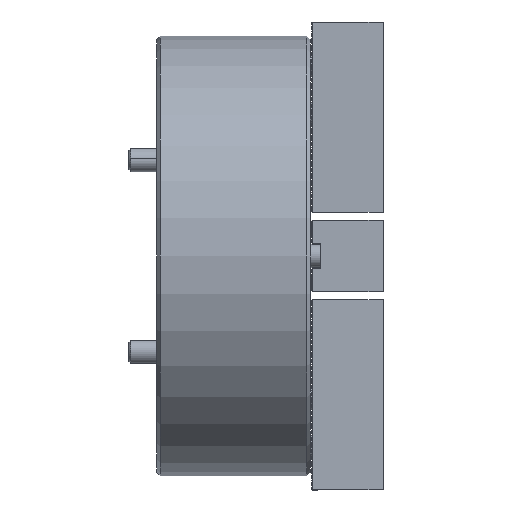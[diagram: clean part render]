
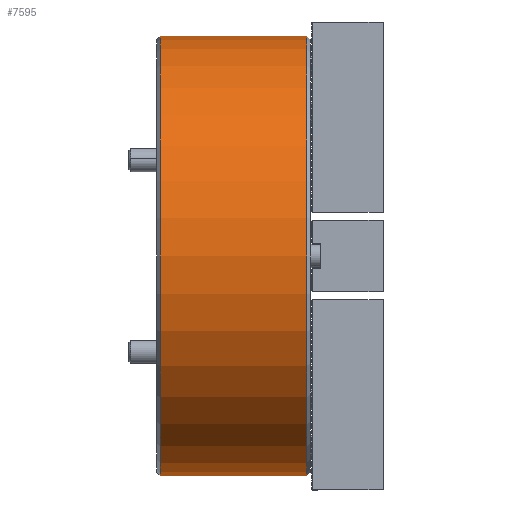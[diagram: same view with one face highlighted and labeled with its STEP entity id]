
A CAD part, front view. The second image highlights one B-rep face of the part: STEP entity #7595.
In plain terms, the highlighted cylindrical face has radius 190.5 mm (diameter 381 mm), a partial arc.
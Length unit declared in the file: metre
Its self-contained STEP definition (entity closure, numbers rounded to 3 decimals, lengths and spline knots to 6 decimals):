
#97 = LINE ( 'NONE', #1350, #23633 ) ;
#1090 = DIRECTION ( 'NONE',  ( 1., 0., 0. ) ) ;
#1350 = CARTESIAN_POINT ( 'NONE',  ( 0., 0., -0.1905 ) ) ;
#2365 = CARTESIAN_POINT ( 'NONE',  ( -0.13, 0., -0.1905 ) ) ;
#2756 = CARTESIAN_POINT ( 'NONE',  ( 0., 0., 0.1905 ) ) ;
#3769 = LINE ( 'NONE', #2756, #10968 ) ;
#4836 = VERTEX_POINT ( 'NONE', #2365 ) ;
#4996 = AXIS2_PLACEMENT_3D ( 'NONE', #12283, #33775, #15398 ) ;
#5300 = ORIENTED_EDGE ( 'NONE', *, *, #14725, .T. ) ;
#5396 = VERTEX_POINT ( 'NONE', #39477 ) ;
#5619 = EDGE_LOOP ( 'NONE', ( #26705, #36117, #35472, #5300 ) ) ;
#5691 = CARTESIAN_POINT ( 'NONE',  ( -0.13, 0., 0. ) ) ;
#5974 = DIRECTION ( 'NONE',  ( 1., 0., 0. ) ) ;
#7595 = ADVANCED_FACE ( 'NONE', ( #20598 ), #10536, .T. ) ;
#8802 = DIRECTION ( 'NONE',  ( 0., 0., 1. ) ) ;
#9764 = CARTESIAN_POINT ( 'NONE',  ( -0.003, 0., -0.1905 ) ) ;
#10536 = CYLINDRICAL_SURFACE ( 'NONE', #34183, 0.1905 ) ;
#10933 = VERTEX_POINT ( 'NONE', #15029 ) ;
#10968 = VECTOR ( 'NONE', #5974, 1. ) ;
#12283 = CARTESIAN_POINT ( 'NONE',  ( -0.003, 0., 0. ) ) ;
#13294 = EDGE_CURVE ( 'NONE', #4836, #26440, #97, .T. ) ;
#14725 = EDGE_CURVE ( 'NONE', #26440, #10933, #16359, .T. ) ;
#15029 = CARTESIAN_POINT ( 'NONE',  ( -0.003, 0., 0.1905 ) ) ;
#15398 = DIRECTION ( 'NONE',  ( 0., 0., -1. ) ) ;
#16359 = CIRCLE ( 'NONE', #4996, 0.1905 ) ;
#16396 = DIRECTION ( 'NONE',  ( 0., 0., -1. ) ) ;
#20570 = AXIS2_PLACEMENT_3D ( 'NONE', #5691, #27173, #8802 ) ;
#20598 = FACE_OUTER_BOUND ( 'NONE', #5619, .T. ) ;
#22817 = DIRECTION ( 'NONE',  ( 1., 0., 0. ) ) ;
#23633 = VECTOR ( 'NONE', #22817, 1. ) ;
#23676 = EDGE_CURVE ( 'NONE', #5396, #4836, #29766, .T. ) ;
#26440 = VERTEX_POINT ( 'NONE', #9764 ) ;
#26705 = ORIENTED_EDGE ( 'NONE', *, *, #29304, .F. ) ;
#27173 = DIRECTION ( 'NONE',  ( 1., 0., 0. ) ) ;
#29304 = EDGE_CURVE ( 'NONE', #5396, #10933, #3769, .T. ) ;
#29766 = CIRCLE ( 'NONE', #20570, 0.1905 ) ;
#33775 = DIRECTION ( 'NONE',  ( -1., 0., 0. ) ) ;
#34183 = AXIS2_PLACEMENT_3D ( 'NONE', #37842, #1090, #16396 ) ;
#35472 = ORIENTED_EDGE ( 'NONE', *, *, #13294, .T. ) ;
#36117 = ORIENTED_EDGE ( 'NONE', *, *, #23676, .T. ) ;
#37842 = CARTESIAN_POINT ( 'NONE',  ( 0., 0., 0. ) ) ;
#39477 = CARTESIAN_POINT ( 'NONE',  ( -0.13, 0., 0.1905 ) ) ;
